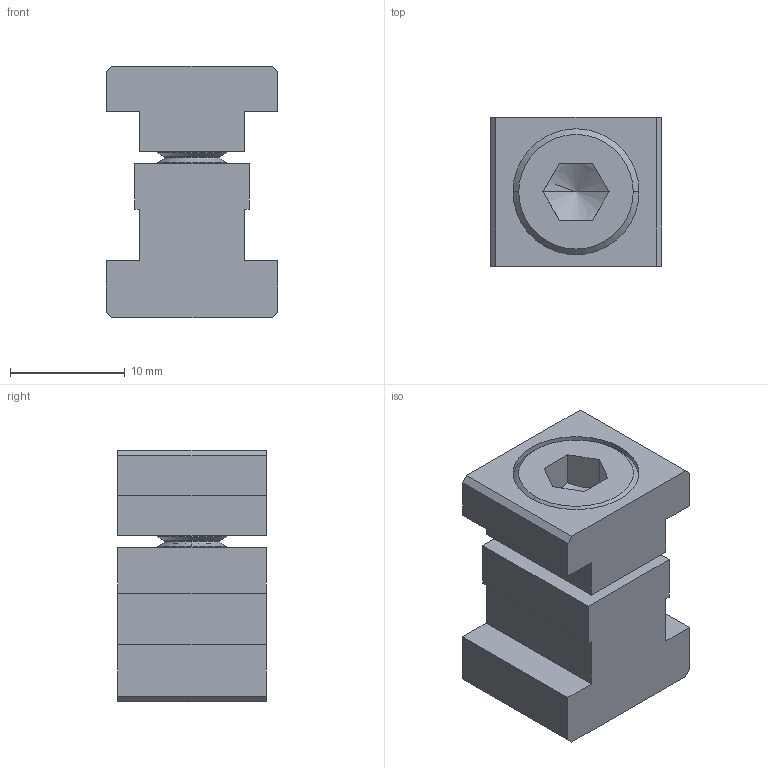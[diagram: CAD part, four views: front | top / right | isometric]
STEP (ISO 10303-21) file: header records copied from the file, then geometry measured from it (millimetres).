
FILE_DESCRIPTION(('STEP AP214'),'1');
FILE_NAME(' ',' ',('TraceParts'),('TraceParts S.A.'),'XStep 1.0',' ',' ');
FILE_SCHEMA(('automotive_design'));
Length unit declared in the file: millimetre
Products named in the file (1): 1
Bounding box: 15 x 13 x 22 mm (x, y, z)
Volume: 3095.8 mm3; surface area: 1966 mm2
Topology: 1 solids, 1 shells, 86 faces, 196 edges, 115 vertices
Faces by surface type: plane 36, cone 20, torus 16, cylinder 14
Entity records: 4615 total; most frequent: DIRECTION 432, CARTESIAN_POINT 408, STYLED_ITEM 396, PRESENTATION_STYLE_ASSIGNMENT 396, COLOUR_RGB 396, ORIENTED_EDGE 388, EDGE_CURVE 194, CURVE_STYLE 194
